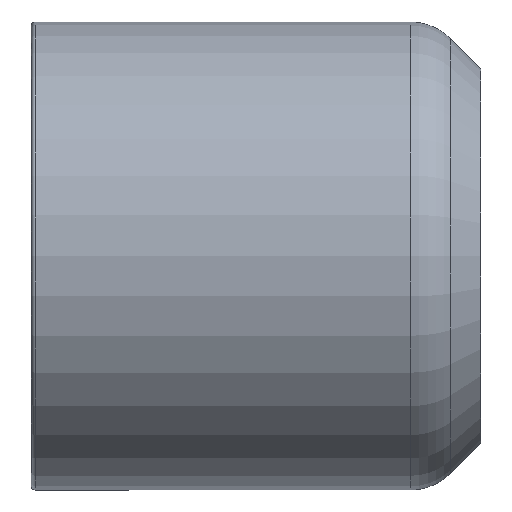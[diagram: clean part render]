
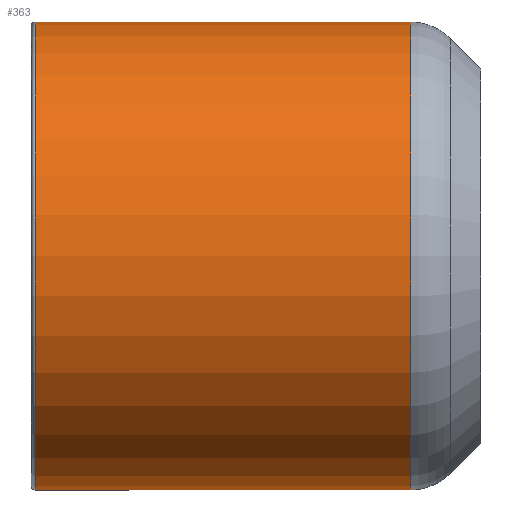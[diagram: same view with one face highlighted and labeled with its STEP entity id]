
A CAD part, top view. The second image highlights one B-rep face of the part: STEP entity #363.
In plain terms, the highlighted cylindrical face has radius 12.5 mm (diameter 25 mm), a partial arc.
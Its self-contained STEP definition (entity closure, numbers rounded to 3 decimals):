
#2 = ORIENTED_EDGE ( 'NONE', *, *, #260, .F. ) ;
#9 = EDGE_LOOP ( 'NONE', ( #475, #96, #411, #2 ) ) ;
#56 = DIRECTION ( 'NONE',  ( 1., 0., 0. ) ) ;
#61 = AXIS2_PLACEMENT_3D ( 'NONE', #423, #259, #612 ) ;
#76 = VERTEX_POINT ( 'NONE', #334 ) ;
#80 = DIRECTION ( 'NONE',  ( -1., 0., 0. ) ) ;
#85 = CARTESIAN_POINT ( 'NONE',  ( -3.743, -12.5, 0. ) ) ;
#96 = ORIENTED_EDGE ( 'NONE', *, *, #337, .T. ) ;
#157 = EDGE_CURVE ( 'NONE', #76, #330, #231, .T. ) ;
#172 = DIRECTION ( 'NONE',  ( 0., 1., 0. ) ) ;
#175 = LINE ( 'NONE', #217, #574 ) ;
#212 = CYLINDRICAL_SURFACE ( 'NONE', #279, 12.5 ) ;
#217 = CARTESIAN_POINT ( 'NONE',  ( 0., -12.5, 0. ) ) ;
#231 = CIRCLE ( 'NONE', #61, 12.5 ) ;
#237 = AXIS2_PLACEMENT_3D ( 'NONE', #539, #80, #587 ) ;
#240 = DIRECTION ( 'NONE',  ( 1., 0., 0. ) ) ;
#242 = CARTESIAN_POINT ( 'NONE',  ( -3.743, 12.5, 0. ) ) ;
#259 = DIRECTION ( 'NONE',  ( 1., 0., 0. ) ) ;
#260 = EDGE_CURVE ( 'NONE', #76, #495, #499, .T. ) ;
#279 = AXIS2_PLACEMENT_3D ( 'NONE', #386, #240, #172 ) ;
#323 = CARTESIAN_POINT ( 'NONE',  ( -23.8, -12.5, 0. ) ) ;
#330 = VERTEX_POINT ( 'NONE', #323 ) ;
#334 = CARTESIAN_POINT ( 'NONE',  ( -23.8, 12.5, 0. ) ) ;
#337 = EDGE_CURVE ( 'NONE', #330, #503, #175, .T. ) ;
#354 = EDGE_CURVE ( 'NONE', #503, #495, #430, .T. ) ;
#357 = VECTOR ( 'NONE', #485, 1000. ) ;
#363 = ADVANCED_FACE ( 'NONE', ( #524 ), #212, .T. ) ;
#386 = CARTESIAN_POINT ( 'NONE',  ( 0., 0., 0. ) ) ;
#411 = ORIENTED_EDGE ( 'NONE', *, *, #354, .T. ) ;
#423 = CARTESIAN_POINT ( 'NONE',  ( -23.8, 0., 0. ) ) ;
#430 = CIRCLE ( 'NONE', #237, 12.5 ) ;
#475 = ORIENTED_EDGE ( 'NONE', *, *, #157, .T. ) ;
#485 = DIRECTION ( 'NONE',  ( 1., 0., 0. ) ) ;
#495 = VERTEX_POINT ( 'NONE', #242 ) ;
#499 = LINE ( 'NONE', #576, #357 ) ;
#503 = VERTEX_POINT ( 'NONE', #85 ) ;
#524 = FACE_OUTER_BOUND ( 'NONE', #9, .T. ) ;
#539 = CARTESIAN_POINT ( 'NONE',  ( -3.743, 0., 0. ) ) ;
#574 = VECTOR ( 'NONE', #56, 1000. ) ;
#576 = CARTESIAN_POINT ( 'NONE',  ( 0., 12.5, 0. ) ) ;
#587 = DIRECTION ( 'NONE',  ( 0., 1., 0. ) ) ;
#612 = DIRECTION ( 'NONE',  ( 0., -1., 0. ) ) ;
